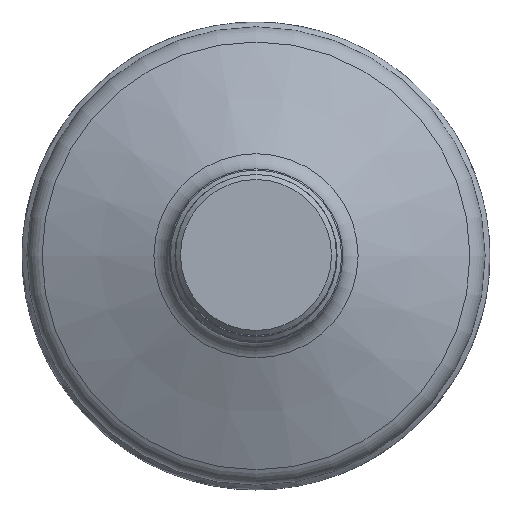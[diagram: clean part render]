
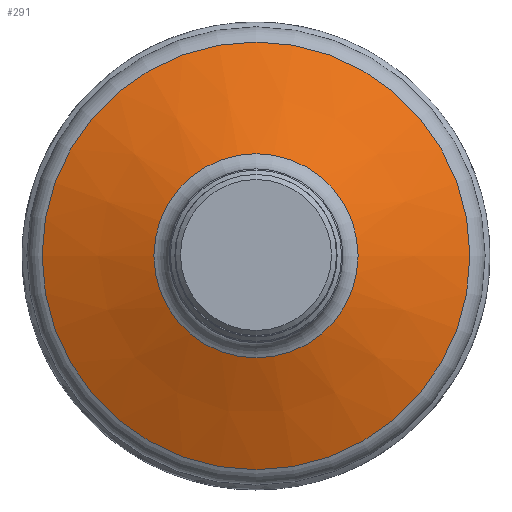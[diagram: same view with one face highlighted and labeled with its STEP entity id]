
A CAD part, top view. The second image highlights one B-rep face of the part: STEP entity #291.
In plain terms, the highlighted conical face has half-angle 66.726 degrees and reference radius 45.5 mm.
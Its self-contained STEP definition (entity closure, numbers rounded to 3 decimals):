
#104=CONICAL_SURFACE('',#528,45.5,66.726);
#127=EDGE_LOOP('',(#179));
#128=EDGE_LOOP('',(#180));
#179=ORIENTED_EDGE('',*,*,#230,.T.);
#180=ORIENTED_EDGE('',*,*,#231,.T.);
#230=EDGE_CURVE('',#378,#378,#256,.T.);
#231=EDGE_CURVE('',#379,#379,#257,.T.);
#256=CIRCLE('',#526,42.476);
#257=CIRCLE('',#527,20.274);
#291=ADVANCED_FACE('SU_5',(#326,#327),#104,.T.);
#326=FACE_BOUND('',#127,.T.);
#327=FACE_BOUND('',#128,.T.);
#378=VERTEX_POINT('',#8862);
#379=VERTEX_POINT('',#8864);
#526=AXIS2_PLACEMENT_3D('',#8861,#626,#627);
#527=AXIS2_PLACEMENT_3D('',#8863,#628,#629);
#528=AXIS2_PLACEMENT_3D('',#8865,#630,#631);
#626=DIRECTION('',(0.,0.,1.));
#627=DIRECTION('',(1.,0.,0.));
#628=DIRECTION('',(0.,0.,-1.));
#629=DIRECTION('',(-1.,0.,0.));
#630=DIRECTION('',(0.,0.,-1.));
#631=DIRECTION('',(-1.,0.,0.));
#8861=CARTESIAN_POINT('',(0.,0.,-100.407));
#8862=CARTESIAN_POINT('',(42.476,0.,-100.407));
#8863=CARTESIAN_POINT('',(0.,0.,-90.857));
#8864=CARTESIAN_POINT('',(-20.274,0.,-90.857));
#8865=CARTESIAN_POINT('',(0.,0.,-101.708));
